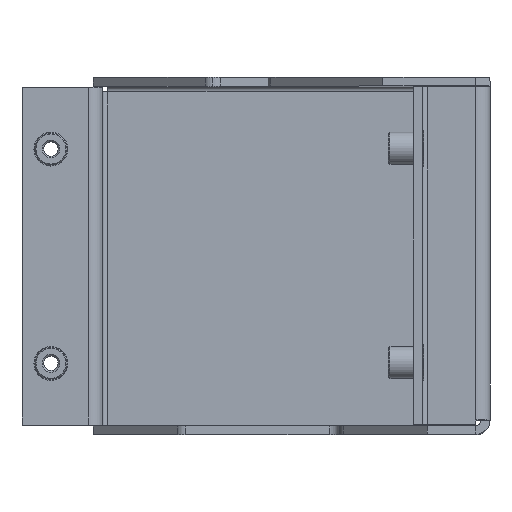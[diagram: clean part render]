
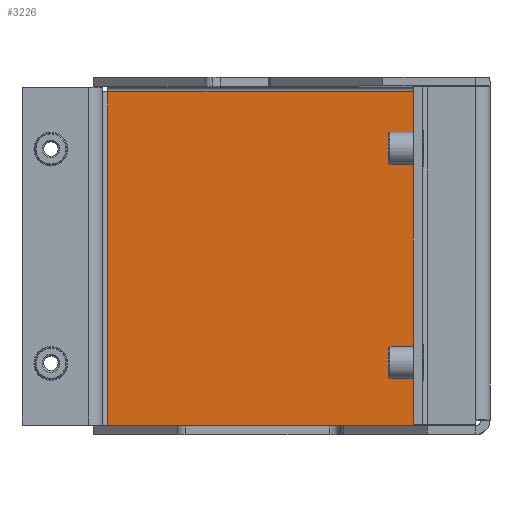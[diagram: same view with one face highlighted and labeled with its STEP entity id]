
A CAD part, top view. The second image highlights one B-rep face of the part: STEP entity #3226.
In plain terms, the highlighted planar face has unit normal (0, 0, 1).
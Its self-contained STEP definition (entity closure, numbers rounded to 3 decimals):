
#215 = PLANE ( 'NONE',  #1759 ) ;
#218 = CARTESIAN_POINT ( 'NONE',  ( 103., -1.25, 0. ) ) ;
#260 = CARTESIAN_POINT ( 'NONE',  ( 103., -1.25, 0. ) ) ;
#268 = CARTESIAN_POINT ( 'NONE',  ( 0., 0., 0. ) ) ;
#330 = VECTOR ( 'NONE', #346, 1000. ) ;
#346 = DIRECTION ( 'NONE',  ( -1., 0., 0. ) ) ;
#368 = VECTOR ( 'NONE', #1436, 1000. ) ;
#551 = VERTEX_POINT ( 'NONE', #1044 ) ;
#717 = EDGE_CURVE ( 'NONE', #551, #3397, #1728, .T. ) ;
#733 = VECTOR ( 'NONE', #3130, 1000. ) ;
#781 = LINE ( 'NONE', #1334, #733 ) ;
#818 = CARTESIAN_POINT ( 'NONE',  ( 103., 0., 0. ) ) ;
#926 = CARTESIAN_POINT ( 'NONE',  ( 0., 92., 0. ) ) ;
#1044 = CARTESIAN_POINT ( 'NONE',  ( 103., 92., 0. ) ) ;
#1070 = LINE ( 'NONE', #818, #2635 ) ;
#1116 = FACE_OUTER_BOUND ( 'NONE', #2869, .T. ) ;
#1134 = DIRECTION ( 'NONE',  ( 0., 0., -1. ) ) ;
#1334 = CARTESIAN_POINT ( 'NONE',  ( 0., 0., 0. ) ) ;
#1436 = DIRECTION ( 'NONE',  ( 0., -1., 0. ) ) ;
#1693 = LINE ( 'NONE', #260, #1865 ) ;
#1728 = LINE ( 'NONE', #2849, #368 ) ;
#1759 = AXIS2_PLACEMENT_3D ( 'NONE', #268, #1134, #2540 ) ;
#1865 = VECTOR ( 'NONE', #3039, 1000. ) ;
#1884 = EDGE_CURVE ( 'NONE', #3397, #2181, #1070, .T. ) ;
#1931 = EDGE_CURVE ( 'NONE', #2181, #3441, #1693, .T. ) ;
#1933 = ORIENTED_EDGE ( 'NONE', *, *, #3638, .T. ) ;
#2045 = LINE ( 'NONE', #2903, #330 ) ;
#2181 = VERTEX_POINT ( 'NONE', #218 ) ;
#2198 = DIRECTION ( 'NONE',  ( 0., -1., 0. ) ) ;
#2540 = DIRECTION ( 'NONE',  ( -1., 0., 0. ) ) ;
#2598 = CARTESIAN_POINT ( 'NONE',  ( 103., 0., 0. ) ) ;
#2635 = VECTOR ( 'NONE', #2198, 1000. ) ;
#2849 = CARTESIAN_POINT ( 'NONE',  ( 103., 92., 0. ) ) ;
#2869 = EDGE_LOOP ( 'NONE', ( #2884, #3573, #1933, #3469, #3646 ) ) ;
#2884 = ORIENTED_EDGE ( 'NONE', *, *, #717, .F. ) ;
#2903 = CARTESIAN_POINT ( 'NONE',  ( 0., 92., 0. ) ) ;
#2921 = CARTESIAN_POINT ( 'NONE',  ( 0., -1.25, 0. ) ) ;
#3039 = DIRECTION ( 'NONE',  ( -1., 0., 0. ) ) ;
#3130 = DIRECTION ( 'NONE',  ( 0., -1., 0. ) ) ;
#3132 = VERTEX_POINT ( 'NONE', #926 ) ;
#3226 = ADVANCED_FACE ( 'NONE', ( #1116 ), #215, .F. ) ;
#3397 = VERTEX_POINT ( 'NONE', #2598 ) ;
#3441 = VERTEX_POINT ( 'NONE', #2921 ) ;
#3469 = ORIENTED_EDGE ( 'NONE', *, *, #1931, .F. ) ;
#3484 = EDGE_CURVE ( 'NONE', #551, #3132, #2045, .T. ) ;
#3573 = ORIENTED_EDGE ( 'NONE', *, *, #3484, .T. ) ;
#3638 = EDGE_CURVE ( 'NONE', #3132, #3441, #781, .T. ) ;
#3646 = ORIENTED_EDGE ( 'NONE', *, *, #1884, .F. ) ;
